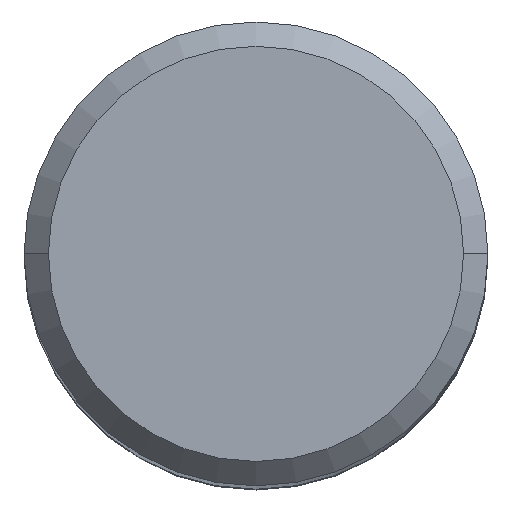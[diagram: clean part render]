
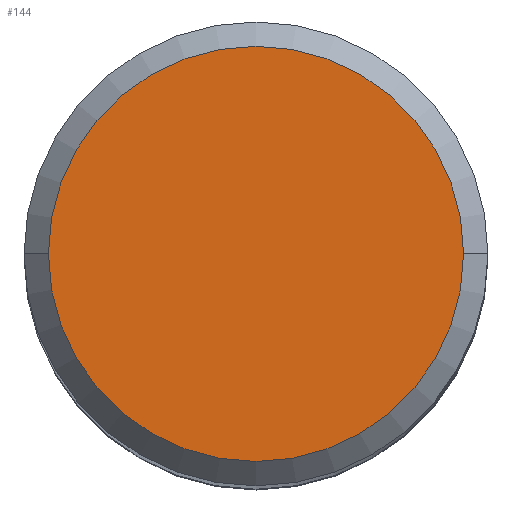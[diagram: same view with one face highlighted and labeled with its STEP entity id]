
A CAD part, top view. The second image highlights one B-rep face of the part: STEP entity #144.
In plain terms, the highlighted planar face has unit normal (0, 0, 1).
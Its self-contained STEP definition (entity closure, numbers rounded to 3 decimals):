
#43=PLANE('',#1204);
#144=ADVANCED_FACE('',(#224),#43,.F.);
#224=FACE_OUTER_BOUND('',#290,.T.);
#290=EDGE_LOOP('',(#468,#469));
#468=ORIENTED_EDGE('',*,*,#728,.T.);
#469=ORIENTED_EDGE('',*,*,#729,.T.);
#624=VERTEX_POINT('',#2319);
#625=VERTEX_POINT('',#2320);
#728=EDGE_CURVE('',#624,#625,#867,.T.);
#729=EDGE_CURVE('',#625,#624,#868,.T.);
#867=CIRCLE('',#1202,8.525);
#868=CIRCLE('',#1203,8.525);
#1202=AXIS2_PLACEMENT_3D('',#2318,#1449,#1450);
#1203=AXIS2_PLACEMENT_3D('',#2321,#1451,#1452);
#1204=AXIS2_PLACEMENT_3D('',#2322,#1453,#1454);
#1449=DIRECTION('',(0.,0.,1.));
#1450=DIRECTION('',(-1.,0.,0.));
#1451=DIRECTION('',(0.,0.,1.));
#1452=DIRECTION('',(1.,0.,0.));
#1453=DIRECTION('',(0.,0.,-1.));
#1454=DIRECTION('',(1.,0.,0.));
#2318=CARTESIAN_POINT('',(0.,0.,0.));
#2319=CARTESIAN_POINT('',(-8.525,0.,0.));
#2320=CARTESIAN_POINT('',(8.525,0.,0.));
#2321=CARTESIAN_POINT('',(0.,0.,0.));
#2322=CARTESIAN_POINT('',(0.,0.,0.));
